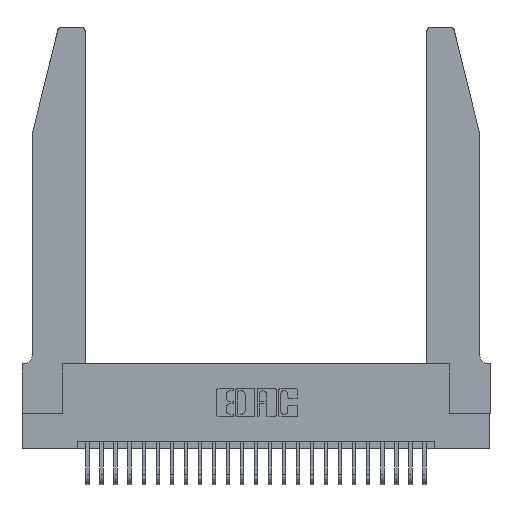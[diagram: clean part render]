
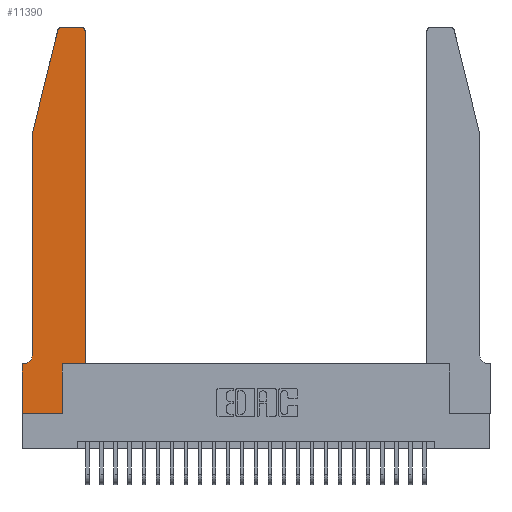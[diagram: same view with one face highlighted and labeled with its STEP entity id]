
A CAD part, top view. The second image highlights one B-rep face of the part: STEP entity #11390.
In plain terms, the highlighted planar face has unit normal (0, 0, 1).
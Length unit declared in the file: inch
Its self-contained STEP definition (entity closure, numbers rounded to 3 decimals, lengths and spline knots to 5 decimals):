
#249 = DIRECTION ( 'NONE',  ( 0., 0., 1. ) ) ;
#306 = AXIS2_PLACEMENT_3D ( 'NONE', #12375, #249, #14356 ) ;
#773 = DIRECTION ( 'NONE',  ( 0., 0., -1. ) ) ;
#1076 = CARTESIAN_POINT ( 'NONE',  ( 0.25487, 2.72718, 0.37 ) ) ;
#1607 = ORIENTED_EDGE ( 'NONE', *, *, #7180, .T. ) ;
#1909 = PLANE ( 'NONE',  #9221 ) ;
#2100 = VECTOR ( 'NONE', #5685, 39.37008 ) ;
#2940 = EDGE_CURVE ( 'NONE', #21629, #20000, #8133, .T. ) ;
#3870 = ORIENTED_EDGE ( 'NONE', *, *, #23867, .T. ) ;
#4343 = VECTOR ( 'NONE', #22226, 39.37008 ) ;
#4701 = EDGE_CURVE ( 'NONE', #15153, #24070, #15262, .T. ) ;
#4937 = LINE ( 'NONE', #20557, #10958 ) ;
#5590 = CARTESIAN_POINT ( 'NONE',  ( 0.2605, 2.75, 0.37 ) ) ;
#5605 = LINE ( 'NONE', #21021, #15664 ) ;
#5610 = CARTESIAN_POINT ( 'NONE',  ( 0.2865, 0.35, 0.37 ) ) ;
#5620 = CARTESIAN_POINT ( 'NONE',  ( 0.0755, 2., 0.37 ) ) ;
#5685 = DIRECTION ( 'NONE',  ( 1., 0., 0. ) ) ;
#5992 = DIRECTION ( 'NONE',  ( 0., 0., 1. ) ) ;
#6550 = VECTOR ( 'NONE', #17622, 39.37008 ) ;
#6816 = EDGE_CURVE ( 'NONE', #8270, #24835, #5605, .T. ) ;
#6981 = EDGE_CURVE ( 'NONE', #20000, #18306, #17208, .T. ) ;
#6993 = ORIENTED_EDGE ( 'NONE', *, *, #13458, .T. ) ;
#7180 = EDGE_CURVE ( 'NONE', #7577, #15153, #22157, .T. ) ;
#7255 = EDGE_CURVE ( 'NONE', #24070, #19822, #4937, .T. ) ;
#7453 = CARTESIAN_POINT ( 'NONE',  ( 0.284, 2.75, 0.37 ) ) ;
#7577 = VERTEX_POINT ( 'NONE', #7453 ) ;
#8133 = LINE ( 'NONE', #9672, #2100 ) ;
#8270 = VERTEX_POINT ( 'NONE', #13064 ) ;
#8596 = DIRECTION ( 'NONE',  ( 0., -1., 0. ) ) ;
#9003 = DIRECTION ( 'NONE',  ( 0., -1., 0. ) ) ;
#9221 = AXIS2_PLACEMENT_3D ( 'NONE', #16010, #5992, #19982 ) ;
#9484 = CARTESIAN_POINT ( 'NONE',  ( 0., 0.35, 0.37 ) ) ;
#9672 = CARTESIAN_POINT ( 'NONE',  ( 0., 0., 0.37 ) ) ;
#9756 = LINE ( 'NONE', #20228, #4343 ) ;
#9822 = FACE_OUTER_BOUND ( 'NONE', #11434, .T. ) ;
#9940 = VECTOR ( 'NONE', #21610, 39.37008 ) ;
#10158 = DIRECTION ( 'NONE',  ( 0., 0., 1. ) ) ;
#10207 = CARTESIAN_POINT ( 'NONE',  ( 0.4505, 2.72, 0.37 ) ) ;
#10295 = CARTESIAN_POINT ( 'NONE',  ( 0.2865, 0., 0.37 ) ) ;
#10387 = CARTESIAN_POINT ( 'NONE',  ( 0., 0., 0.37 ) ) ;
#10672 = EDGE_CURVE ( 'NONE', #16705, #21629, #17989, .T. ) ;
#10803 = ORIENTED_EDGE ( 'NONE', *, *, #7255, .T. ) ;
#10958 = VECTOR ( 'NONE', #8596, 39.37008 ) ;
#11114 = CARTESIAN_POINT ( 'NONE',  ( 0.4505, 0.35, 0.37 ) ) ;
#11390 = ADVANCED_FACE ( 'NONE', ( #9822 ), #1909, .T. ) ;
#11434 = EDGE_LOOP ( 'NONE', ( #6993, #1607, #20128, #10803, #14530, #23599, #24823, #17079, #15535, #3870, #13049, #16815 ) ) ;
#12375 = CARTESIAN_POINT ( 'NONE',  ( 0.284, 2.72, 0.37 ) ) ;
#12878 = CARTESIAN_POINT ( 'NONE',  ( 0.0055, 0.42, 0.37 ) ) ;
#13049 = ORIENTED_EDGE ( 'NONE', *, *, #6816, .T. ) ;
#13064 = CARTESIAN_POINT ( 'NONE',  ( 0.4505, 0.35, 0.37 ) ) ;
#13458 = EDGE_CURVE ( 'NONE', #15292, #7577, #19524, .T. ) ;
#13593 = VECTOR ( 'NONE', #17600, 39.37008 ) ;
#13669 = LINE ( 'NONE', #11114, #19001 ) ;
#14356 = DIRECTION ( 'NONE',  ( 1., 0., 0. ) ) ;
#14440 = CIRCLE ( 'NONE', #22622, 0.07 ) ;
#14530 = ORIENTED_EDGE ( 'NONE', *, *, #15666, .T. ) ;
#14877 = DIRECTION ( 'NONE',  ( -1., 0., 0. ) ) ;
#15153 = VERTEX_POINT ( 'NONE', #1076 ) ;
#15262 = LINE ( 'NONE', #15617, #9940 ) ;
#15292 = VERTEX_POINT ( 'NONE', #23689 ) ;
#15535 = ORIENTED_EDGE ( 'NONE', *, *, #6981, .T. ) ;
#15617 = CARTESIAN_POINT ( 'NONE',  ( 0.0755, 2., 0.37 ) ) ;
#15664 = VECTOR ( 'NONE', #19032, 39.37008 ) ;
#15666 = EDGE_CURVE ( 'NONE', #19822, #18198, #14440, .T. ) ;
#15902 = CARTESIAN_POINT ( 'NONE',  ( 0.0755, 0.42, 0.37 ) ) ;
#16010 = CARTESIAN_POINT ( 'NONE',  ( 0., 0.35, 0.37 ) ) ;
#16705 = VERTEX_POINT ( 'NONE', #9484 ) ;
#16815 = ORIENTED_EDGE ( 'NONE', *, *, #20947, .T. ) ;
#16866 = AXIS2_PLACEMENT_3D ( 'NONE', #22090, #10158, #24080 ) ;
#17079 = ORIENTED_EDGE ( 'NONE', *, *, #2940, .T. ) ;
#17208 = LINE ( 'NONE', #5610, #6550 ) ;
#17600 = DIRECTION ( 'NONE',  ( -1., 0., 0. ) ) ;
#17622 = DIRECTION ( 'NONE',  ( 0., 1., 0. ) ) ;
#17989 = LINE ( 'NONE', #20951, #22655 ) ;
#18198 = VERTEX_POINT ( 'NONE', #20210 ) ;
#18306 = VERTEX_POINT ( 'NONE', #18934 ) ;
#18934 = CARTESIAN_POINT ( 'NONE',  ( 0.2865, 0.35, 0.37 ) ) ;
#19001 = VECTOR ( 'NONE', #19129, 39.37008 ) ;
#19032 = DIRECTION ( 'NONE',  ( 0., 1., 0. ) ) ;
#19129 = DIRECTION ( 'NONE',  ( 1., 0., 0. ) ) ;
#19524 = LINE ( 'NONE', #5590, #13593 ) ;
#19822 = VERTEX_POINT ( 'NONE', #15902 ) ;
#19982 = DIRECTION ( 'NONE',  ( 1., 0., 0. ) ) ;
#20000 = VERTEX_POINT ( 'NONE', #10295 ) ;
#20128 = ORIENTED_EDGE ( 'NONE', *, *, #4701, .T. ) ;
#20210 = CARTESIAN_POINT ( 'NONE',  ( 0.0055, 0.35, 0.37 ) ) ;
#20228 = CARTESIAN_POINT ( 'NONE',  ( 0.0755, 0.35, 0.37 ) ) ;
#20557 = CARTESIAN_POINT ( 'NONE',  ( 0.0755, 2., 0.37 ) ) ;
#20947 = EDGE_CURVE ( 'NONE', #24835, #15292, #24371, .T. ) ;
#20951 = CARTESIAN_POINT ( 'NONE',  ( 0., 0., 0.37 ) ) ;
#21021 = CARTESIAN_POINT ( 'NONE',  ( 0.4505, 0.35, 0.37 ) ) ;
#21594 = EDGE_CURVE ( 'NONE', #18198, #16705, #9756, .T. ) ;
#21610 = DIRECTION ( 'NONE',  ( -0.239, -0.971, 0. ) ) ;
#21629 = VERTEX_POINT ( 'NONE', #10387 ) ;
#22090 = CARTESIAN_POINT ( 'NONE',  ( 0.4205, 2.72, 0.37 ) ) ;
#22157 = CIRCLE ( 'NONE', #306, 0.03 ) ;
#22226 = DIRECTION ( 'NONE',  ( -1., 0., 0. ) ) ;
#22622 = AXIS2_PLACEMENT_3D ( 'NONE', #12878, #773, #14877 ) ;
#22655 = VECTOR ( 'NONE', #9003, 39.37008 ) ;
#23599 = ORIENTED_EDGE ( 'NONE', *, *, #21594, .T. ) ;
#23689 = CARTESIAN_POINT ( 'NONE',  ( 0.4205, 2.75, 0.37 ) ) ;
#23867 = EDGE_CURVE ( 'NONE', #18306, #8270, #13669, .T. ) ;
#24070 = VERTEX_POINT ( 'NONE', #5620 ) ;
#24080 = DIRECTION ( 'NONE',  ( 1., 0., 0. ) ) ;
#24371 = CIRCLE ( 'NONE', #16866, 0.03 ) ;
#24823 = ORIENTED_EDGE ( 'NONE', *, *, #10672, .T. ) ;
#24835 = VERTEX_POINT ( 'NONE', #10207 ) ;
